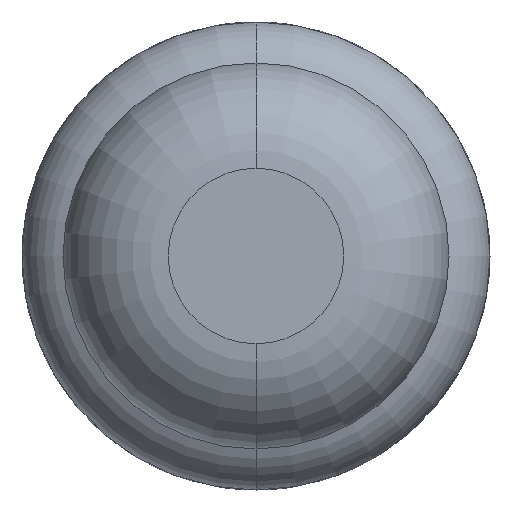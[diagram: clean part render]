
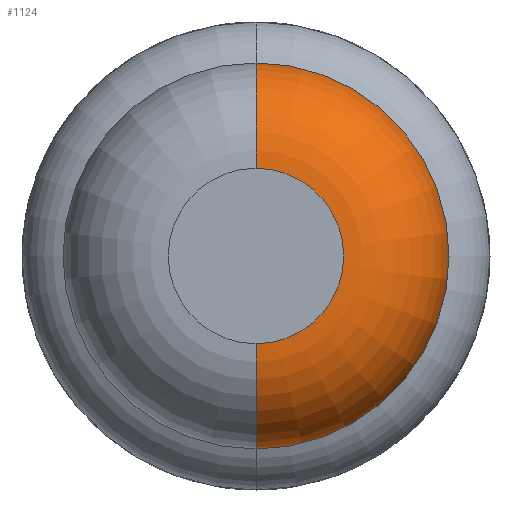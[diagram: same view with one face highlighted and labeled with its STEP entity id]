
A CAD part, front view. The second image highlights one B-rep face of the part: STEP entity #1124.
In plain terms, the highlighted toroidal (fillet/blend) face has major radius 0.375 mm and minor radius 0.45 mm.
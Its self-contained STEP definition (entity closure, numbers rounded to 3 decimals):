
#8 = EDGE_CURVE ( 'Defeature ausgef�hrt1_2+Defeature ausgef�hrt1_1+Defeature ausgef�hrt1_1+Defeature ausgef�hrt1_1', #3369, #1687, #1149, .T. ) ;
#291 = DIRECTION ( 'NONE',  ( 0., 0., 1. ) ) ;
#431 = DIRECTION ( 'NONE',  ( 0., 0., 1. ) ) ;
#789 = ORIENTED_EDGE ( 'NONE', *, *, #8, .T. ) ;
#947 = CARTESIAN_POINT ( 'NONE',  ( 0., -23.55, -0.825 ) ) ;
#1068 = EDGE_CURVE ( 'NONE', #1687, #1184, #2117, .T. ) ;
#1124 = ADVANCED_FACE ( 'Defeature ausgef�hrt1_2', ( #1384 ), #1203, .T. ) ;
#1149 = CIRCLE ( 'NONE', #2368, 0.375 ) ;
#1161 = CIRCLE ( 'NONE', #1278, 0.825 ) ;
#1184 = VERTEX_POINT ( 'NONE', #947 ) ;
#1203 = TOROIDAL_SURFACE ( 'NONE', #3679, 0.375, 0.45 ) ;
#1212 = DIRECTION ( 'NONE',  ( -1., 0., 0. ) ) ;
#1278 = AXIS2_PLACEMENT_3D ( 'NONE', #1579, #1888, #2530 ) ;
#1384 = FACE_OUTER_BOUND ( 'NONE', #2465, .T. ) ;
#1472 = DIRECTION ( 'NONE',  ( 0., 1., 0. ) ) ;
#1579 = CARTESIAN_POINT ( 'NONE',  ( 0., -23.55, 0. ) ) ;
#1638 = CARTESIAN_POINT ( 'NONE',  ( 0., -23.55, 0.825 ) ) ;
#1687 = VERTEX_POINT ( 'NONE', #3779 ) ;
#1888 = DIRECTION ( 'NONE',  ( 0., 1., 0. ) ) ;
#2076 = DIRECTION ( 'NONE',  ( 0., 1., 0. ) ) ;
#2117 = CIRCLE ( 'NONE', #2562, 0.45 ) ;
#2242 = EDGE_CURVE ( 'Defeature ausgef�hrt1_3+Defeature ausgef�hrt1_2+Defeature ausgef�hrt1_2+Defeature ausgef�hrt1_2', #3839, #1184, #1161, .T. ) ;
#2287 = AXIS2_PLACEMENT_3D ( 'NONE', #3682, #1212, #291 ) ;
#2368 = AXIS2_PLACEMENT_3D ( 'NONE', #2572, #1472, #431 ) ;
#2388 = CIRCLE ( 'NONE', #2287, 0.45 ) ;
#2393 = ORIENTED_EDGE ( 'NONE', *, *, #3025, .F. ) ;
#2398 = DIRECTION ( 'NONE',  ( 0., 0., 1. ) ) ;
#2426 = ORIENTED_EDGE ( 'NONE', *, *, #1068, .T. ) ;
#2465 = EDGE_LOOP ( 'NONE', ( #789, #2426, #2819, #2393 ) ) ;
#2530 = DIRECTION ( 'NONE',  ( 0., 0., 1. ) ) ;
#2562 = AXIS2_PLACEMENT_3D ( 'NONE', #3313, #2654, #3645 ) ;
#2572 = CARTESIAN_POINT ( 'NONE',  ( 0., -24., 0. ) ) ;
#2654 = DIRECTION ( 'NONE',  ( 1., 0., 0. ) ) ;
#2691 = CARTESIAN_POINT ( 'NONE',  ( 0., -24., 0.375 ) ) ;
#2819 = ORIENTED_EDGE ( 'NONE', *, *, #2242, .F. ) ;
#3025 = EDGE_CURVE ( 'NONE', #3369, #3839, #2388, .T. ) ;
#3313 = CARTESIAN_POINT ( 'NONE',  ( 0., -23.55, -0.375 ) ) ;
#3342 = CARTESIAN_POINT ( 'NONE',  ( 0., -23.55, 0. ) ) ;
#3369 = VERTEX_POINT ( 'NONE', #2691 ) ;
#3645 = DIRECTION ( 'NONE',  ( 0., 0., -1. ) ) ;
#3679 = AXIS2_PLACEMENT_3D ( 'NONE', #3342, #2076, #2398 ) ;
#3682 = CARTESIAN_POINT ( 'NONE',  ( 0., -23.55, 0.375 ) ) ;
#3779 = CARTESIAN_POINT ( 'NONE',  ( 0., -24., -0.375 ) ) ;
#3839 = VERTEX_POINT ( 'NONE', #1638 ) ;
